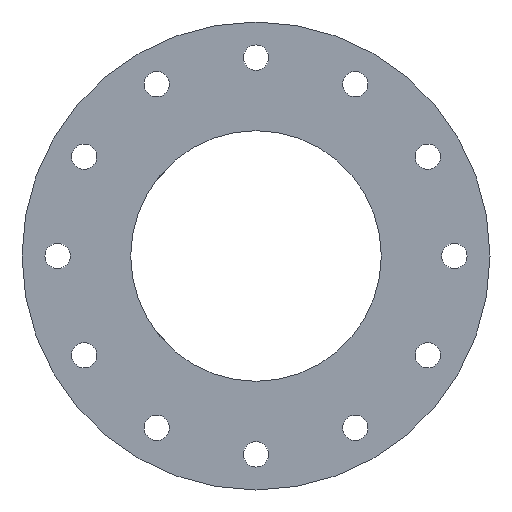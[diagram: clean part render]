
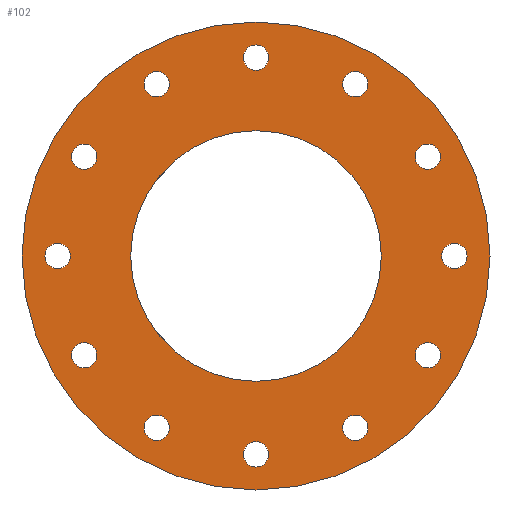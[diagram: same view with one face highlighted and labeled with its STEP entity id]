
A CAD part, left-side view. The second image highlights one B-rep face of the part: STEP entity #102.
In plain terms, the highlighted planar face has unit normal (-1, 0, 0).
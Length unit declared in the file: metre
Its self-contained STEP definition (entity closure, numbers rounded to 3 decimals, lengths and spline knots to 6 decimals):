
#102 = ADVANCED_FACE( '', ( #130, #131, #132, #133, #134, #135, #136, #137, #138, #139, #140, #141, #142, #143 ), #144, .T. );
#130 = FACE_BOUND( '', #233, .T. );
#131 = FACE_BOUND( '', #234, .T. );
#132 = FACE_BOUND( '', #235, .T. );
#133 = FACE_BOUND( '', #236, .T. );
#134 = FACE_BOUND( '', #237, .T. );
#135 = FACE_BOUND( '', #238, .T. );
#136 = FACE_BOUND( '', #239, .T. );
#137 = FACE_BOUND( '', #240, .T. );
#138 = FACE_BOUND( '', #241, .T. );
#139 = FACE_BOUND( '', #242, .T. );
#140 = FACE_BOUND( '', #243, .T. );
#141 = FACE_BOUND( '', #244, .T. );
#142 = FACE_BOUND( '', #245, .T. );
#143 = FACE_OUTER_BOUND( '', #246, .T. );
#144 = PLANE( '', #247 );
#233 = EDGE_LOOP( '', ( #336 ) );
#234 = EDGE_LOOP( '', ( #337 ) );
#235 = EDGE_LOOP( '', ( #338 ) );
#236 = EDGE_LOOP( '', ( #339 ) );
#237 = EDGE_LOOP( '', ( #340 ) );
#238 = EDGE_LOOP( '', ( #341 ) );
#239 = EDGE_LOOP( '', ( #342 ) );
#240 = EDGE_LOOP( '', ( #343 ) );
#241 = EDGE_LOOP( '', ( #344 ) );
#242 = EDGE_LOOP( '', ( #345 ) );
#243 = EDGE_LOOP( '', ( #346 ) );
#244 = EDGE_LOOP( '', ( #347 ) );
#245 = EDGE_LOOP( '', ( #348 ) );
#246 = EDGE_LOOP( '', ( #349 ) );
#247 = AXIS2_PLACEMENT_3D( '', #350, #351, #352 );
#336 = ORIENTED_EDGE( '', *, *, #506, .F. );
#337 = ORIENTED_EDGE( '', *, *, #507, .F. );
#338 = ORIENTED_EDGE( '', *, *, #508, .F. );
#339 = ORIENTED_EDGE( '', *, *, #509, .F. );
#340 = ORIENTED_EDGE( '', *, *, #510, .F. );
#341 = ORIENTED_EDGE( '', *, *, #511, .F. );
#342 = ORIENTED_EDGE( '', *, *, #512, .F. );
#343 = ORIENTED_EDGE( '', *, *, #513, .F. );
#344 = ORIENTED_EDGE( '', *, *, #514, .F. );
#345 = ORIENTED_EDGE( '', *, *, #515, .F. );
#346 = ORIENTED_EDGE( '', *, *, #516, .F. );
#347 = ORIENTED_EDGE( '', *, *, #517, .F. );
#348 = ORIENTED_EDGE( '', *, *, #518, .F. );
#349 = ORIENTED_EDGE( '', *, *, #519, .T. );
#350 = CARTESIAN_POINT( '', ( 0., 0., 0. ) );
#351 = DIRECTION( '', ( -1., 0., 0. ) );
#352 = DIRECTION( '', ( 0., 0.707, 0.707 ) );
#506 = EDGE_CURVE( '', #560, #560, #561, .T. );
#507 = EDGE_CURVE( '', #562, #562, #563, .T. );
#508 = EDGE_CURVE( '', #564, #564, #565, .T. );
#509 = EDGE_CURVE( '', #566, #566, #567, .T. );
#510 = EDGE_CURVE( '', #568, #568, #569, .T. );
#511 = EDGE_CURVE( '', #570, #570, #571, .T. );
#512 = EDGE_CURVE( '', #572, #572, #573, .T. );
#513 = EDGE_CURVE( '', #574, #574, #575, .T. );
#514 = EDGE_CURVE( '', #576, #576, #577, .T. );
#515 = EDGE_CURVE( '', #578, #578, #579, .T. );
#516 = EDGE_CURVE( '', #580, #580, #581, .T. );
#517 = EDGE_CURVE( '', #582, #582, #583, .T. );
#518 = EDGE_CURVE( '', #584, #584, #585, .T. );
#519 = EDGE_CURVE( '', #586, #586, #587, .T. );
#560 = VERTEX_POINT( '', #668 );
#561 = CIRCLE( '', #669, 0.00675 );
#562 = VERTEX_POINT( '', #670 );
#563 = CIRCLE( '', #671, 0.00675 );
#564 = VERTEX_POINT( '', #672 );
#565 = CIRCLE( '', #673, 0.00675 );
#566 = VERTEX_POINT( '', #674 );
#567 = CIRCLE( '', #675, 0.00675 );
#568 = VERTEX_POINT( '', #676 );
#569 = CIRCLE( '', #677, 0.00675 );
#570 = VERTEX_POINT( '', #678 );
#571 = CIRCLE( '', #679, 0.00675 );
#572 = VERTEX_POINT( '', #680 );
#573 = CIRCLE( '', #681, 0.00675 );
#574 = VERTEX_POINT( '', #682 );
#575 = CIRCLE( '', #683, 0.00675 );
#576 = VERTEX_POINT( '', #684 );
#577 = CIRCLE( '', #685, 0.00675 );
#578 = VERTEX_POINT( '', #686 );
#579 = CIRCLE( '', #687, 0.00675 );
#580 = VERTEX_POINT( '', #688 );
#581 = CIRCLE( '', #689, 0.00675 );
#582 = VERTEX_POINT( '', #690 );
#583 = CIRCLE( '', #691, 0.00675 );
#584 = VERTEX_POINT( '', #692 );
#585 = CIRCLE( '', #693, 0.06695 );
#586 = VERTEX_POINT( '', #694 );
#587 = CIRCLE( '', #695, 0.125 );
#668 = CARTESIAN_POINT( '', ( 0., -0.053, 0.098549 ) );
#669 = AXIS2_PLACEMENT_3D( '', #784, #785, #786 );
#670 = CARTESIAN_POINT( '', ( 0., -0.091799, 0.05975 ) );
#671 = AXIS2_PLACEMENT_3D( '', #787, #788, #789 );
#672 = CARTESIAN_POINT( '', ( 0., -0.106, 0.00675 ) );
#673 = AXIS2_PLACEMENT_3D( '', #790, #791, #792 );
#674 = CARTESIAN_POINT( '', ( 0., -0.091799, -0.04625 ) );
#675 = AXIS2_PLACEMENT_3D( '', #793, #794, #795 );
#676 = CARTESIAN_POINT( '', ( 0., -0.053, -0.085049 ) );
#677 = AXIS2_PLACEMENT_3D( '', #796, #797, #798 );
#678 = CARTESIAN_POINT( '', ( 0., 0., -0.09925 ) );
#679 = AXIS2_PLACEMENT_3D( '', #799, #800, #801 );
#680 = CARTESIAN_POINT( '', ( 0., 0.053, -0.085049 ) );
#681 = AXIS2_PLACEMENT_3D( '', #802, #803, #804 );
#682 = CARTESIAN_POINT( '', ( 0., 0.091799, -0.04625 ) );
#683 = AXIS2_PLACEMENT_3D( '', #805, #806, #807 );
#684 = CARTESIAN_POINT( '', ( 0., 0.106, 0.00675 ) );
#685 = AXIS2_PLACEMENT_3D( '', #808, #809, #810 );
#686 = CARTESIAN_POINT( '', ( 0., 0.091799, 0.05975 ) );
#687 = AXIS2_PLACEMENT_3D( '', #811, #812, #813 );
#688 = CARTESIAN_POINT( '', ( 0., 0.053, 0.098549 ) );
#689 = AXIS2_PLACEMENT_3D( '', #814, #815, #816 );
#690 = CARTESIAN_POINT( '', ( 0., 0., 0.11275 ) );
#691 = AXIS2_PLACEMENT_3D( '', #817, #818, #819 );
#692 = CARTESIAN_POINT( '', ( 0., 0.06695, 0. ) );
#693 = AXIS2_PLACEMENT_3D( '', #820, #821, #822 );
#694 = CARTESIAN_POINT( '', ( 0., 0.125, 0. ) );
#695 = AXIS2_PLACEMENT_3D( '', #823, #824, #825 );
#784 = CARTESIAN_POINT( '', ( 0., -0.053, 0.091799 ) );
#785 = DIRECTION( '', ( -1., 0., 0. ) );
#786 = DIRECTION( '', ( 0., 0., -1. ) );
#787 = CARTESIAN_POINT( '', ( 0., -0.091799, 0.053 ) );
#788 = DIRECTION( '', ( -1., 0., 0. ) );
#789 = DIRECTION( '', ( 0., 0., -1. ) );
#790 = CARTESIAN_POINT( '', ( 0., -0.106, 0. ) );
#791 = DIRECTION( '', ( -1., 0., 0. ) );
#792 = DIRECTION( '', ( 0., 0., -1. ) );
#793 = CARTESIAN_POINT( '', ( 0., -0.091799, -0.053 ) );
#794 = DIRECTION( '', ( -1., 0., 0. ) );
#795 = DIRECTION( '', ( 0., 0., -1. ) );
#796 = CARTESIAN_POINT( '', ( 0., -0.053, -0.091799 ) );
#797 = DIRECTION( '', ( -1., 0., 0. ) );
#798 = DIRECTION( '', ( 0., 0., -1. ) );
#799 = CARTESIAN_POINT( '', ( 0., 0., -0.106 ) );
#800 = DIRECTION( '', ( -1., 0., 0. ) );
#801 = DIRECTION( '', ( 0., 0., -1. ) );
#802 = CARTESIAN_POINT( '', ( 0., 0.053, -0.091799 ) );
#803 = DIRECTION( '', ( -1., 0., 0. ) );
#804 = DIRECTION( '', ( 0., 0., -1. ) );
#805 = CARTESIAN_POINT( '', ( 0., 0.091799, -0.053 ) );
#806 = DIRECTION( '', ( -1., 0., 0. ) );
#807 = DIRECTION( '', ( 0., 0., -1. ) );
#808 = CARTESIAN_POINT( '', ( 0., 0.106, 0. ) );
#809 = DIRECTION( '', ( -1., 0., 0. ) );
#810 = DIRECTION( '', ( 0., 0., -1. ) );
#811 = CARTESIAN_POINT( '', ( 0., 0.091799, 0.053 ) );
#812 = DIRECTION( '', ( -1., 0., 0. ) );
#813 = DIRECTION( '', ( 0., 0., -1. ) );
#814 = CARTESIAN_POINT( '', ( 0., 0.053, 0.091799 ) );
#815 = DIRECTION( '', ( -1., 0., 0. ) );
#816 = DIRECTION( '', ( 0., 0., -1. ) );
#817 = CARTESIAN_POINT( '', ( 0., 0., 0.106 ) );
#818 = DIRECTION( '', ( -1., 0., 0. ) );
#819 = DIRECTION( '', ( 0., 0., -1. ) );
#820 = CARTESIAN_POINT( '', ( 0., 0., 0. ) );
#821 = DIRECTION( '', ( -1., 0., 0. ) );
#822 = DIRECTION( '', ( 0., -1., 0. ) );
#823 = CARTESIAN_POINT( '', ( 0., 0., 0. ) );
#824 = DIRECTION( '', ( -1., 0., 0. ) );
#825 = DIRECTION( '', ( 0., -1., 0. ) );
